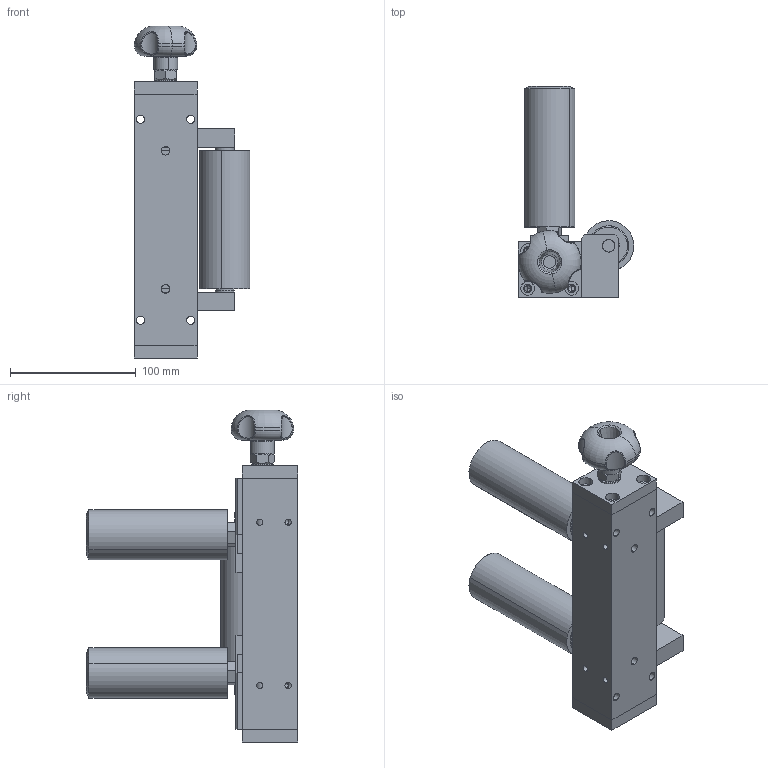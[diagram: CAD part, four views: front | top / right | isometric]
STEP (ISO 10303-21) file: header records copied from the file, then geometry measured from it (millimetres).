
FILE_DESCRIPTION (( 'STEP AP203' ), '1' );
FILE_NAME ('5031.STEP', '2014-06-09T13:14:47', ( '' ), ( '' ), 'SwSTEP 2.0', 'SolidWorks 2012', '' );
FILE_SCHEMA (( 'CONFIG_CONTROL_DESIGN' ));
Length unit declared in the file: millimetre
Products named in the file (21): 5031; 0136; 50373; 0701; Roller 0022; SFL 40_SFL25; Cylinder 70353; 6002-2z 15x32x9; Shaft 50353; Block220; TBRB 10x18x4 FZB; MP-GF10 12 18 01 05-1; 1-300430-03P4; WN730 D 50-M10; DIN934M10_[40]   ?'''' -16; 1-300430-03P5; 1-300430-03P3; 1-300430-03P1-1; 1-300430-03P2; 8EG.946.003; 1-400227-03
Assembly tree (30 placements, depth 3):
  5031
    1-400227-03  x2
    8EG.946.003  x2
    Block220
      1-300430-03P2
      1-300430-03P1-1
      1-300430-03P3
      1-300430-03P5  x2
      DIN934M10_[40]   ?'''' -16
      WN730 D 50-M10
      1-300430-03P4
      MP-GF10 12 18 01 05-1  x2
      TBRB 10x18x4 FZB
    Roller 0022  x2
      Shaft 50353
      6002-2z 15x32x9
      Cylinder 70353
      SFL 40_SFL25
    0701  x2
    0136
      50373
      6002-2z 15x32x9  x2
      Cylinder 70353
Bounding box: 91.99 x 168 x 264.29 mm (x, y, z)
Volume: 797137 mm3; surface area: 268510 mm2
Topology: 31 solids, 31 shells, 683 faces, 1605 edges, 1022 vertices
Faces by surface type: cylinder 297, plane 246, cone 70, torus 62, bspline 8
Entity records: 17961 total; most frequent: CARTESIAN_POINT 4850, DIRECTION 2342, ORIENTED_EDGE 2092, EDGE_CURVE 1046, AXIS2_PLACEMENT_3D 934, VERTEX_POINT 672, EDGE_LOOP 554, LINE 474
